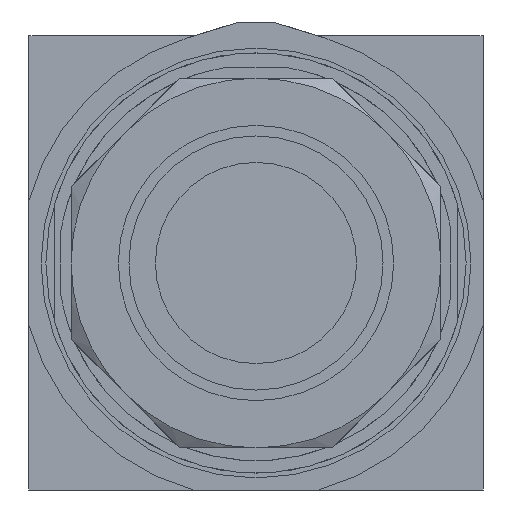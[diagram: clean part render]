
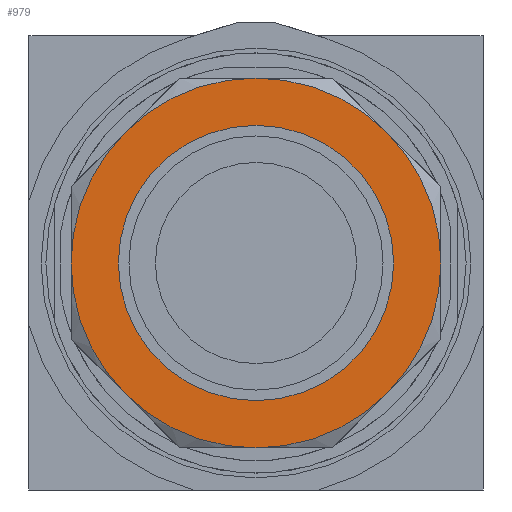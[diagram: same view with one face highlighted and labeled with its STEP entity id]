
A CAD part, front view. The second image highlights one B-rep face of the part: STEP entity #979.
In plain terms, the highlighted planar face has unit normal (0, -1, 0).
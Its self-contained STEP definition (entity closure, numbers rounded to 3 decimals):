
#891=CARTESIAN_POINT('POINT3143',(13.,-10.998,
   0.));
#892=VERTEX_POINT('VERTEX3143',#891);
#900=CARTESIAN_POINT('POINT3144',(-13.,-10.998,
   0.));
#901=VERTEX_POINT('VERTEX3144',#900);
#908=CARTESIAN_POINT('POS4333',(0.,-10.998,
   0.));
#909=DIRECTION('DIR6420',(0.,1.,
   0.));
#910=DIRECTION('DIR6421',(1.,0.,0.));
#911=AXIS2_PLACEMENT_3D('AXIS2088',#908,#909,#910);
#912=CIRCLE('ELLIPSE907',#911,13.);
#913=EDGE_CURVE('EDGE4949',#892,#901,#912,.T.);
#924=EDGE_CURVE('EDGE4950',#901,#892,#912,.T.);
#931=ORIENTED_EDGE('COEDGE9899',*,*,#924,.T.);
#932=ORIENTED_EDGE('COEDGE9900',*,*,#913,.T.);
#933=EDGE_LOOP('NONE',(#931,#932));
#934=FACE_BOUND('LOOP1',#933,.T.);
#935=CARTESIAN_POINT('POINT3145',(-17.463,-10.998,
   0.));
#936=VERTEX_POINT('VERTEX3145',#935);
#937=CARTESIAN_POINT('POINT3146',(-12.348,-10.998,
   -12.348));
#938=VERTEX_POINT('VERTEX3146',#937);
#939=CARTESIAN_POINT('POS4335',(0.,-10.998,
   0.));
#940=DIRECTION('DIR6424',(0.,-1.,
   0.));
#941=DIRECTION('DIR6425',(1.,0.,0.));
#942=AXIS2_PLACEMENT_3D('AXIS2090',#939,#940,#941);
#943=CIRCLE('ELLIPSE908',#942,17.463);
#944=EDGE_CURVE('EDGE4951',#936,#938,#943,.T.);
#945=ORIENTED_EDGE('COEDGE9901',*,*,#944,.T.);
#946=CARTESIAN_POINT('POINT3147',(0.,-10.998,
   -17.463));
#947=VERTEX_POINT('VERTEX3147',#946);
#948=EDGE_CURVE('EDGE4952',#938,#947,#943,.T.);
#949=ORIENTED_EDGE('COEDGE9902',*,*,#948,.T.);
#950=CARTESIAN_POINT('POINT3148',(12.348,-10.998,
   -12.348));
#951=VERTEX_POINT('VERTEX3148',#950);
#952=EDGE_CURVE('EDGE4953',#947,#951,#943,.T.);
#953=ORIENTED_EDGE('COEDGE9903',*,*,#952,.T.);
#954=CARTESIAN_POINT('POINT3149',(17.463,-10.998,0.));
#955=VERTEX_POINT('VERTEX3149',#954);
#956=EDGE_CURVE('EDGE4954',#951,#955,#943,.T.);
#957=ORIENTED_EDGE('COEDGE9904',*,*,#956,.T.);
#958=CARTESIAN_POINT('POINT3150',(12.348,-10.998,
   12.348));
#959=VERTEX_POINT('VERTEX3150',#958);
#960=EDGE_CURVE('EDGE4955',#955,#959,#943,.T.);
#961=ORIENTED_EDGE('COEDGE9905',*,*,#960,.T.);
#962=CARTESIAN_POINT('POINT3151',(0.,-10.998,
   17.463));
#963=VERTEX_POINT('VERTEX3151',#962);
#964=EDGE_CURVE('EDGE4956',#959,#963,#943,.T.);
#965=ORIENTED_EDGE('COEDGE9906',*,*,#964,.T.);
#966=CARTESIAN_POINT('POINT3152',(-12.348,-10.998,
   12.348));
#967=VERTEX_POINT('VERTEX3152',#966);
#968=EDGE_CURVE('EDGE4957',#963,#967,#943,.T.);
#969=ORIENTED_EDGE('COEDGE9907',*,*,#968,.T.);
#970=EDGE_CURVE('EDGE4958',#967,#936,#943,.T.);
#971=ORIENTED_EDGE('COEDGE9908',*,*,#970,.T.);
#972=EDGE_LOOP('NONE',(#945,#949,#953,#957,#961,#965,#969,#971));
#973=FACE_BOUND('LOOP1',#972,.T.);
#974=CARTESIAN_POINT('POS4336',(0.,-10.998,
   0.));
#975=DIRECTION('DIR6426',(0.,-1.,
   0.));
#976=DIRECTION('DIR6427',(1.,0.,
   0.));
#977=AXIS2_PLACEMENT_3D('AXIS2091',#974,#975,#976);
#978=PLANE('PLANE833',#977);
#979=ADVANCED_FACE('FACE2128',(#934,#973),#978,.T.);
